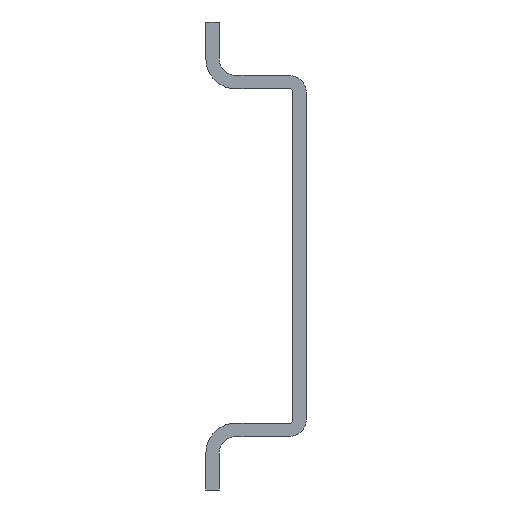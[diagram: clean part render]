
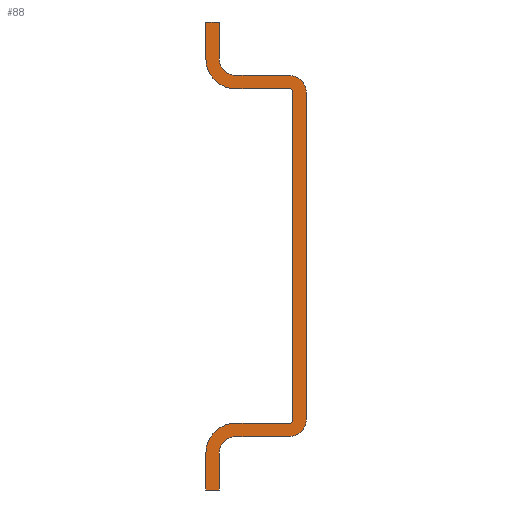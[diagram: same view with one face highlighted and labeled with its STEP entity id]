
A CAD part, left-side view. The second image highlights one B-rep face of the part: STEP entity #88.
In plain terms, the highlighted planar face has unit normal (-1, 0, 0).
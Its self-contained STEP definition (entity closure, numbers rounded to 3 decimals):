
#32 = VERTEX_POINT('',#33);
#33 = CARTESIAN_POINT('',(-200.,6.5,-17.5));
#39 = EDGE_CURVE('',#32,#40,#42,.T.);
#40 = VERTEX_POINT('',#41);
#41 = CARTESIAN_POINT('',(-200.,7.5,-17.5));
#42 = LINE('',#43,#44);
#43 = CARTESIAN_POINT('',(-200.,6.5,-17.5));
#44 = VECTOR('',#45,1.);
#45 = DIRECTION('',(0.,1.,0.));
#70 = EDGE_CURVE('',#40,#71,#73,.T.);
#71 = VERTEX_POINT('',#72);
#72 = CARTESIAN_POINT('',(-200.,7.5,-14.75));
#73 = LINE('',#74,#75);
#74 = CARTESIAN_POINT('',(-200.,7.5,-14.75));
#75 = VECTOR('',#76,1.);
#76 = DIRECTION('',(0.,0.,1.));
#88 = ADVANCED_FACE('',(#89),#243,.T.);
#89 = FACE_BOUND('',#90,.T.);
#90 = EDGE_LOOP('',(#91,#92,#100,#109,#117,#126,#134,#143,#151,#160,#168
    ,#176,#184,#193,#201,#210,#218,#227,#235,#242));
#91 = ORIENTED_EDGE('',*,*,#39,.F.);
#92 = ORIENTED_EDGE('',*,*,#93,.F.);
#93 = EDGE_CURVE('',#94,#32,#96,.T.);
#94 = VERTEX_POINT('',#95);
#95 = CARTESIAN_POINT('',(-200.,6.5,-14.75));
#96 = LINE('',#97,#98);
#97 = CARTESIAN_POINT('',(-200.,6.5,-14.75));
#98 = VECTOR('',#99,1.);
#99 = DIRECTION('',(0.,0.,-1.));
#100 = ORIENTED_EDGE('',*,*,#101,.F.);
#101 = EDGE_CURVE('',#102,#94,#104,.T.);
#102 = VERTEX_POINT('',#103);
#103 = CARTESIAN_POINT('',(-200.,5.25,-13.5));
#104 = CIRCLE('',#105,1.25);
#105 = AXIS2_PLACEMENT_3D('',#106,#107,#108);
#106 = CARTESIAN_POINT('',(-200.,5.25,-14.75));
#107 = DIRECTION('',(-1.,0.,0.));
#108 = DIRECTION('',(0.,0.,1.));
#109 = ORIENTED_EDGE('',*,*,#110,.F.);
#110 = EDGE_CURVE('',#111,#102,#113,.T.);
#111 = VERTEX_POINT('',#112);
#112 = CARTESIAN_POINT('',(-200.,1.25,-13.5));
#113 = LINE('',#114,#115);
#114 = CARTESIAN_POINT('',(-200.,1.25,-13.5));
#115 = VECTOR('',#116,1.);
#116 = DIRECTION('',(0.,1.,0.));
#117 = ORIENTED_EDGE('',*,*,#118,.F.);
#118 = EDGE_CURVE('',#119,#111,#121,.T.);
#119 = VERTEX_POINT('',#120);
#120 = CARTESIAN_POINT('',(-200.,0.,-12.25));
#121 = CIRCLE('',#122,1.25);
#122 = AXIS2_PLACEMENT_3D('',#123,#124,#125);
#123 = CARTESIAN_POINT('',(-200.,1.25,-12.25));
#124 = DIRECTION('',(1.,-0.,0.));
#125 = DIRECTION('',(0.,0.,-1.));
#126 = ORIENTED_EDGE('',*,*,#127,.F.);
#127 = EDGE_CURVE('',#128,#119,#130,.T.);
#128 = VERTEX_POINT('',#129);
#129 = CARTESIAN_POINT('',(-200.,0.,12.25));
#130 = LINE('',#131,#132);
#131 = CARTESIAN_POINT('',(-200.,0.,12.25));
#132 = VECTOR('',#133,1.);
#133 = DIRECTION('',(0.,0.,-1.));
#134 = ORIENTED_EDGE('',*,*,#135,.F.);
#135 = EDGE_CURVE('',#136,#128,#138,.T.);
#136 = VERTEX_POINT('',#137);
#137 = CARTESIAN_POINT('',(-200.,1.25,13.5));
#138 = CIRCLE('',#139,1.25);
#139 = AXIS2_PLACEMENT_3D('',#140,#141,#142);
#140 = CARTESIAN_POINT('',(-200.,1.25,12.25));
#141 = DIRECTION('',(1.,-0.,0.));
#142 = DIRECTION('',(0.,0.,-1.));
#143 = ORIENTED_EDGE('',*,*,#144,.F.);
#144 = EDGE_CURVE('',#145,#136,#147,.T.);
#145 = VERTEX_POINT('',#146);
#146 = CARTESIAN_POINT('',(-200.,5.25,13.5));
#147 = LINE('',#148,#149);
#148 = CARTESIAN_POINT('',(-200.,5.25,13.5));
#149 = VECTOR('',#150,1.);
#150 = DIRECTION('',(0.,-1.,0.));
#151 = ORIENTED_EDGE('',*,*,#152,.F.);
#152 = EDGE_CURVE('',#153,#145,#155,.T.);
#153 = VERTEX_POINT('',#154);
#154 = CARTESIAN_POINT('',(-200.,6.5,14.75));
#155 = CIRCLE('',#156,1.25);
#156 = AXIS2_PLACEMENT_3D('',#157,#158,#159);
#157 = CARTESIAN_POINT('',(-200.,5.25,14.75));
#158 = DIRECTION('',(-1.,-0.,-0.));
#159 = DIRECTION('',(0.,0.,-1.));
#160 = ORIENTED_EDGE('',*,*,#161,.F.);
#161 = EDGE_CURVE('',#162,#153,#164,.T.);
#162 = VERTEX_POINT('',#163);
#163 = CARTESIAN_POINT('',(-200.,6.5,17.5));
#164 = LINE('',#165,#166);
#165 = CARTESIAN_POINT('',(-200.,6.5,14.75));
#166 = VECTOR('',#167,1.);
#167 = DIRECTION('',(-0.,0.,-1.));
#168 = ORIENTED_EDGE('',*,*,#169,.F.);
#169 = EDGE_CURVE('',#170,#162,#172,.T.);
#170 = VERTEX_POINT('',#171);
#171 = CARTESIAN_POINT('',(-200.,7.5,17.5));
#172 = LINE('',#173,#174);
#173 = CARTESIAN_POINT('',(-200.,6.5,17.5));
#174 = VECTOR('',#175,1.);
#175 = DIRECTION('',(-0.,-1.,-0.));
#176 = ORIENTED_EDGE('',*,*,#177,.F.);
#177 = EDGE_CURVE('',#178,#170,#180,.T.);
#178 = VERTEX_POINT('',#179);
#179 = CARTESIAN_POINT('',(-200.,7.5,14.75));
#180 = LINE('',#181,#182);
#181 = CARTESIAN_POINT('',(-200.,7.5,14.75));
#182 = VECTOR('',#183,1.);
#183 = DIRECTION('',(0.,0.,1.));
#184 = ORIENTED_EDGE('',*,*,#185,.F.);
#185 = EDGE_CURVE('',#186,#178,#188,.T.);
#186 = VERTEX_POINT('',#187);
#187 = CARTESIAN_POINT('',(-200.,5.25,12.5));
#188 = CIRCLE('',#189,2.25);
#189 = AXIS2_PLACEMENT_3D('',#190,#191,#192);
#190 = CARTESIAN_POINT('',(-200.,5.25,14.75));
#191 = DIRECTION('',(1.,-0.,0.));
#192 = DIRECTION('',(0.,0.,-1.));
#193 = ORIENTED_EDGE('',*,*,#194,.F.);
#194 = EDGE_CURVE('',#195,#186,#197,.T.);
#195 = VERTEX_POINT('',#196);
#196 = CARTESIAN_POINT('',(-200.,1.25,12.5));
#197 = LINE('',#198,#199);
#198 = CARTESIAN_POINT('',(-200.,5.25,12.5));
#199 = VECTOR('',#200,1.);
#200 = DIRECTION('',(0.,1.,0.));
#201 = ORIENTED_EDGE('',*,*,#202,.F.);
#202 = EDGE_CURVE('',#203,#195,#205,.T.);
#203 = VERTEX_POINT('',#204);
#204 = CARTESIAN_POINT('',(-200.,1.,12.25));
#205 = CIRCLE('',#206,0.25);
#206 = AXIS2_PLACEMENT_3D('',#207,#208,#209);
#207 = CARTESIAN_POINT('',(-200.,1.25,12.25));
#208 = DIRECTION('',(-1.,-0.,-0.));
#209 = DIRECTION('',(0.,0.,-1.));
#210 = ORIENTED_EDGE('',*,*,#211,.F.);
#211 = EDGE_CURVE('',#212,#203,#214,.T.);
#212 = VERTEX_POINT('',#213);
#213 = CARTESIAN_POINT('',(-200.,1.,-12.25));
#214 = LINE('',#215,#216);
#215 = CARTESIAN_POINT('',(-200.,1.,12.25));
#216 = VECTOR('',#217,1.);
#217 = DIRECTION('',(0.,0.,1.));
#218 = ORIENTED_EDGE('',*,*,#219,.F.);
#219 = EDGE_CURVE('',#220,#212,#222,.T.);
#220 = VERTEX_POINT('',#221);
#221 = CARTESIAN_POINT('',(-200.,1.25,-12.5));
#222 = CIRCLE('',#223,0.25);
#223 = AXIS2_PLACEMENT_3D('',#224,#225,#226);
#224 = CARTESIAN_POINT('',(-200.,1.25,-12.25));
#225 = DIRECTION('',(-1.,-0.,-0.));
#226 = DIRECTION('',(0.,0.,-1.));
#227 = ORIENTED_EDGE('',*,*,#228,.F.);
#228 = EDGE_CURVE('',#229,#220,#231,.T.);
#229 = VERTEX_POINT('',#230);
#230 = CARTESIAN_POINT('',(-200.,5.25,-12.5));
#231 = LINE('',#232,#233);
#232 = CARTESIAN_POINT('',(-200.,1.25,-12.5));
#233 = VECTOR('',#234,1.);
#234 = DIRECTION('',(-0.,-1.,-0.));
#235 = ORIENTED_EDGE('',*,*,#236,.F.);
#236 = EDGE_CURVE('',#71,#229,#237,.T.);
#237 = CIRCLE('',#238,2.25);
#238 = AXIS2_PLACEMENT_3D('',#239,#240,#241);
#239 = CARTESIAN_POINT('',(-200.,5.25,-14.75));
#240 = DIRECTION('',(1.,0.,-0.));
#241 = DIRECTION('',(0.,0.,1.));
#242 = ORIENTED_EDGE('',*,*,#70,.F.);
#243 = PLANE('',#244);
#244 = AXIS2_PLACEMENT_3D('',#245,#246,#247);
#245 = CARTESIAN_POINT('',(-200.,5.25,-14.75));
#246 = DIRECTION('',(-1.,0.,0.));
#247 = DIRECTION('',(0.,0.,1.));
